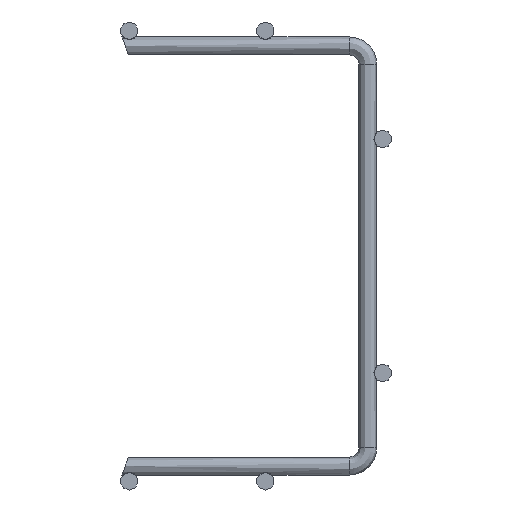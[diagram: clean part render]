
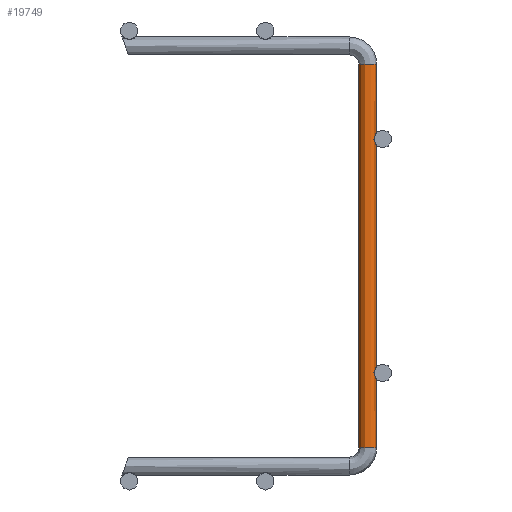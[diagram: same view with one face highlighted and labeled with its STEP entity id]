
A CAD part, left-side view. The second image highlights one B-rep face of the part: STEP entity #19749.
In plain terms, the highlighted cylindrical face has radius 1.9 mm (diameter 3.8 mm), a partial arc.
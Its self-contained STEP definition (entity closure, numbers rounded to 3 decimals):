
#568 = DIRECTION ( 'NONE',  ( 0., 0., -1. ) ) ;
#972 = CARTESIAN_POINT ( 'NONE',  ( -4.15, 5.1, -41. ) ) ;
#1027 = CARTESIAN_POINT ( 'NONE',  ( -4.15, 1.3, 41. ) ) ;
#1171 = CARTESIAN_POINT ( 'NONE',  ( -4.344, 1.308, -26.379 ) ) ;
#1177 = ORIENTED_EDGE ( 'NONE', *, *, #15951, .F. ) ;
#1235 = CARTESIAN_POINT ( 'NONE',  ( -4.248, 1.3, 26.386 ) ) ;
#1255 = CARTESIAN_POINT ( 'NONE',  ( -5.421, 1.787, -24.348 ) ) ;
#1324 = CARTESIAN_POINT ( 'NONE',  ( -5.292, 1.68, 25.892 ) ) ;
#1413 = CARTESIAN_POINT ( 'NONE',  ( -4.538, 1.331, 23.642 ) ) ;
#1496 = EDGE_CURVE ( 'NONE', #4221, #21232, #11356, .T. ) ;
#1951 = CIRCLE ( 'NONE', #11161, 1.9 ) ;
#2520 = ORIENTED_EDGE ( 'NONE', *, *, #22495, .T. ) ;
#2789 = CARTESIAN_POINT ( 'NONE',  ( -4.15, 1.3, -41. ) ) ;
#2860 = EDGE_CURVE ( 'NONE', #23104, #16451, #25180, .T. ) ;
#3211 = CARTESIAN_POINT ( 'NONE',  ( -4.627, 1.359, -26.329 ) ) ;
#3247 = CARTESIAN_POINT ( 'NONE',  ( -4.15, 3.2, 41. ) ) ;
#3296 = CARTESIAN_POINT ( 'NONE',  ( -5.292, 1.68, -24.108 ) ) ;
#3352 = CARTESIAN_POINT ( 'NONE',  ( -5.42, 1.786, 25.654 ) ) ;
#3436 = CARTESIAN_POINT ( 'NONE',  ( -4.15, 1.3, 23.614 ) ) ;
#3444 = EDGE_LOOP ( 'NONE', ( #13960, #23197, #25007, #21349, #15162, #1177, #24651, #2520 ) ) ;
#3756 = CARTESIAN_POINT ( 'NONE',  ( -4.15, 1.3, -23.614 ) ) ;
#4221 = VERTEX_POINT ( 'NONE', #9643 ) ;
#4351 = CARTESIAN_POINT ( 'NONE',  ( -4.15, 1.3, 26.386 ) ) ;
#5249 = CARTESIAN_POINT ( 'NONE',  ( -5.05, 1.52, -26.149 ) ) ;
#5289 = DIRECTION ( 'NONE',  ( -1., 0., 0. ) ) ;
#5343 = CARTESIAN_POINT ( 'NONE',  ( -5.05, 1.52, -23.851 ) ) ;
#5417 = CARTESIAN_POINT ( 'NONE',  ( -5.536, 1.9, 25.193 ) ) ;
#5959 = VERTEX_POINT ( 'NONE', #4351 ) ;
#6457 = VERTEX_POINT ( 'NONE', #10608 ) ;
#6659 = DIRECTION ( 'NONE',  ( 0., 0., 1. ) ) ;
#7115 = LINE ( 'NONE', #2789, #23106 ) ;
#7287 = CARTESIAN_POINT ( 'NONE',  ( -5.292, 1.68, -25.892 ) ) ;
#7366 = CARTESIAN_POINT ( 'NONE',  ( -4.538, 1.331, -23.642 ) ) ;
#7433 = CARTESIAN_POINT ( 'NONE',  ( -5.508, 1.869, 24.611 ) ) ;
#9285 = CARTESIAN_POINT ( 'NONE',  ( -5.42, 1.786, -25.654 ) ) ;
#9343 = CARTESIAN_POINT ( 'NONE',  ( -4.533, 1.337, 26.351 ) ) ;
#9361 = CARTESIAN_POINT ( 'NONE',  ( -4.15, 1.3, -23.614 ) ) ;
#9425 = CARTESIAN_POINT ( 'NONE',  ( -5.383, 1.753, 24.263 ) ) ;
#9643 = CARTESIAN_POINT ( 'NONE',  ( -4.15, 1.3, -41. ) ) ;
#10097 = CARTESIAN_POINT ( 'NONE',  ( -4.15, 5.1, 41. ) ) ;
#10608 = CARTESIAN_POINT ( 'NONE',  ( -4.15, 1.3, 23.614 ) ) ;
#10938 = CARTESIAN_POINT ( 'NONE',  ( -4.15, 3.2, -41. ) ) ;
#11108 = CARTESIAN_POINT ( 'NONE',  ( -4.248, 1.3, -26.386 ) ) ;
#11161 = AXIS2_PLACEMENT_3D ( 'NONE', #12623, #568, #14652 ) ;
#11277 = CARTESIAN_POINT ( 'NONE',  ( -5.536, 1.9, -25.193 ) ) ;
#11345 = CARTESIAN_POINT ( 'NONE',  ( -4.891, 1.441, 26.241 ) ) ;
#11356 = LINE ( 'NONE', #20336, #20180 ) ;
#11428 = CARTESIAN_POINT ( 'NONE',  ( -5.238, 1.641, 24.039 ) ) ;
#12486 = B_SPLINE_CURVE_WITH_KNOTS ( 'NONE', 3,
 ( #15319, #1235, #21372, #9343, #23382, #11345, #25443, #13382, #1324, #15406, #3352, #17425, #5417, #19450, #7433, #21464, #9425, #23466, #11428, #25532, #13462, #1413, #15495, #3436 ),
 .UNSPECIFIED., .F., .F.,
 ( 4, 2, 2, 2, 2, 2, 2, 2, 2, 2, 2, 4 ),
 ( 0., 0., 0.001, 0.001, 0.001, 0.002, 0.002, 0.003, 0.003, 0.003, 0.004, 0.005 ),
 .UNSPECIFIED. ) ;
#12623 = CARTESIAN_POINT ( 'NONE',  ( -4.15, 3.2, -41. ) ) ;
#12968 = DIRECTION ( 'NONE',  ( 0., -1., 0. ) ) ;
#13310 = CARTESIAN_POINT ( 'NONE',  ( -5.508, 1.869, -24.611 ) ) ;
#13382 = CARTESIAN_POINT ( 'NONE',  ( -5.237, 1.64, 25.963 ) ) ;
#13462 = CARTESIAN_POINT ( 'NONE',  ( -4.892, 1.441, 23.759 ) ) ;
#13813 = EDGE_CURVE ( 'NONE', #24767, #6457, #7115, .T. ) ;
#13960 = ORIENTED_EDGE ( 'NONE', *, *, #2860, .F. ) ;
#14364 = DIRECTION ( 'NONE',  ( 0., 0., 1. ) ) ;
#14459 = VECTOR ( 'NONE', #15061, 1000. ) ;
#14497 = CYLINDRICAL_SURFACE ( 'NONE', #22638, 1.9 ) ;
#14652 = DIRECTION ( 'NONE',  ( -1., 0., 0. ) ) ;
#15061 = DIRECTION ( 'NONE',  ( 0., 0., 1. ) ) ;
#15148 = FACE_OUTER_BOUND ( 'NONE', #3444, .T. ) ;
#15162 = ORIENTED_EDGE ( 'NONE', *, *, #13813, .T. ) ;
#15259 = CARTESIAN_POINT ( 'NONE',  ( -4.533, 1.337, -26.351 ) ) ;
#15319 = CARTESIAN_POINT ( 'NONE',  ( -4.15, 1.3, 26.386 ) ) ;
#15341 = CARTESIAN_POINT ( 'NONE',  ( -5.383, 1.753, -24.263 ) ) ;
#15406 = CARTESIAN_POINT ( 'NONE',  ( -5.383, 1.753, 25.737 ) ) ;
#15495 = CARTESIAN_POINT ( 'NONE',  ( -4.343, 1.3, 23.614 ) ) ;
#15767 = LINE ( 'NONE', #20274, #20488 ) ;
#15951 = EDGE_CURVE ( 'NONE', #5959, #6457, #12486, .T. ) ;
#16302 = VERTEX_POINT ( 'NONE', #1027 ) ;
#16451 = VERTEX_POINT ( 'NONE', #10097 ) ;
#17276 = CARTESIAN_POINT ( 'NONE',  ( -4.891, 1.441, -26.241 ) ) ;
#17320 = DIRECTION ( 'NONE',  ( 0., 0., -1. ) ) ;
#17365 = CARTESIAN_POINT ( 'NONE',  ( -5.238, 1.641, -24.039 ) ) ;
#17425 = CARTESIAN_POINT ( 'NONE',  ( -5.509, 1.869, 25.387 ) ) ;
#18029 = EDGE_CURVE ( 'NONE', #4221, #23104, #1951, .T. ) ;
#18902 = DIRECTION ( 'NONE',  ( 0., 0., 1. ) ) ;
#19048 = CARTESIAN_POINT ( 'NONE',  ( -4.15, 1.3, -26.386 ) ) ;
#19306 = CARTESIAN_POINT ( 'NONE',  ( -5.237, 1.64, -25.963 ) ) ;
#19388 = CARTESIAN_POINT ( 'NONE',  ( -4.892, 1.441, -23.759 ) ) ;
#19450 = CARTESIAN_POINT ( 'NONE',  ( -5.536, 1.9, 24.806 ) ) ;
#19677 = EDGE_CURVE ( 'NONE', #5959, #16302, #15767, .T. ) ;
#19749 = ADVANCED_FACE ( 'NONE', ( #15148 ), #14497, .T. ) ;
#19803 = EDGE_CURVE ( 'NONE', #21232, #24767, #24450, .T. ) ;
#20180 = VECTOR ( 'NONE', #6659, 1000. ) ;
#20274 = CARTESIAN_POINT ( 'NONE',  ( -4.15, 1.3, -41. ) ) ;
#20336 = CARTESIAN_POINT ( 'NONE',  ( -4.15, 1.3, -41. ) ) ;
#20488 = VECTOR ( 'NONE', #14364, 1000. ) ;
#20675 = CARTESIAN_POINT ( 'NONE',  ( -4.15, 1.3, -26.386 ) ) ;
#21232 = VERTEX_POINT ( 'NONE', #20675 ) ;
#21307 = CARTESIAN_POINT ( 'NONE',  ( -5.383, 1.753, -25.737 ) ) ;
#21349 = ORIENTED_EDGE ( 'NONE', *, *, #19803, .T. ) ;
#21372 = CARTESIAN_POINT ( 'NONE',  ( -4.344, 1.308, 26.379 ) ) ;
#21393 = CARTESIAN_POINT ( 'NONE',  ( -4.343, 1.3, -23.614 ) ) ;
#21464 = CARTESIAN_POINT ( 'NONE',  ( -5.421, 1.787, 24.348 ) ) ;
#22177 = CARTESIAN_POINT ( 'NONE',  ( -4.15, 5.1, -41. ) ) ;
#22329 = AXIS2_PLACEMENT_3D ( 'NONE', #3247, #17320, #5289 ) ;
#22495 = EDGE_CURVE ( 'NONE', #16302, #16451, #23538, .T. ) ;
#22638 = AXIS2_PLACEMENT_3D ( 'NONE', #10938, #25030, #12968 ) ;
#23104 = VERTEX_POINT ( 'NONE', #22177 ) ;
#23106 = VECTOR ( 'NONE', #18902, 1000. ) ;
#23197 = ORIENTED_EDGE ( 'NONE', *, *, #18029, .F. ) ;
#23321 = CARTESIAN_POINT ( 'NONE',  ( -5.509, 1.869, -25.387 ) ) ;
#23382 = CARTESIAN_POINT ( 'NONE',  ( -4.627, 1.359, 26.329 ) ) ;
#23466 = CARTESIAN_POINT ( 'NONE',  ( -5.292, 1.68, 24.108 ) ) ;
#23538 = CIRCLE ( 'NONE', #22329, 1.9 ) ;
#24450 = B_SPLINE_CURVE_WITH_KNOTS ( 'NONE', 3,
 ( #19048, #11108, #1171, #15259, #3211, #17276, #5249, #19306, #7287, #21307, #9285, #23321, #11277, #25379, #13310, #1255, #15341, #3296, #17365, #5343, #19388, #7366, #21393, #9361 ),
 .UNSPECIFIED., .F., .F.,
 ( 4, 2, 2, 2, 2, 2, 2, 2, 2, 2, 2, 4 ),
 ( 0., 0., 0.001, 0.001, 0.001, 0.002, 0.002, 0.003, 0.003, 0.003, 0.004, 0.005 ),
 .UNSPECIFIED. ) ;
#24651 = ORIENTED_EDGE ( 'NONE', *, *, #19677, .T. ) ;
#24767 = VERTEX_POINT ( 'NONE', #3756 ) ;
#25007 = ORIENTED_EDGE ( 'NONE', *, *, #1496, .T. ) ;
#25030 = DIRECTION ( 'NONE',  ( 0., 0., 1. ) ) ;
#25180 = LINE ( 'NONE', #972, #14459 ) ;
#25379 = CARTESIAN_POINT ( 'NONE',  ( -5.536, 1.9, -24.806 ) ) ;
#25443 = CARTESIAN_POINT ( 'NONE',  ( -5.05, 1.52, 26.149 ) ) ;
#25532 = CARTESIAN_POINT ( 'NONE',  ( -5.05, 1.52, 23.851 ) ) ;
